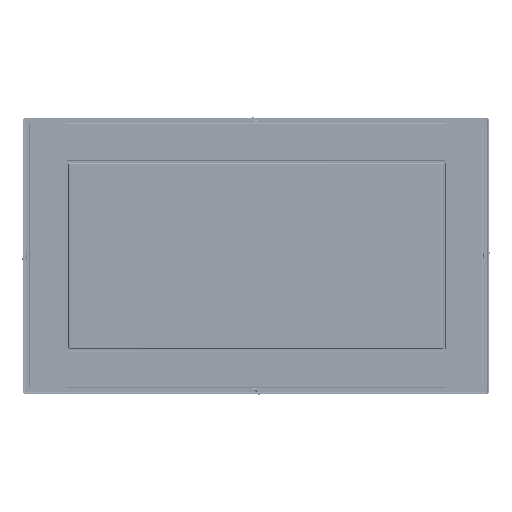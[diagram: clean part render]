
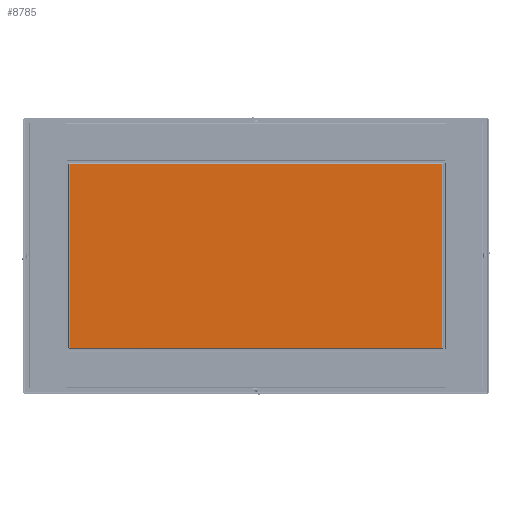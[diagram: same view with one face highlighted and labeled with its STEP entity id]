
A CAD part, top view. The second image highlights one B-rep face of the part: STEP entity #8785.
In plain terms, the highlighted face is planar.
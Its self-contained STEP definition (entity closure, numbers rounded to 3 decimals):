
#8160=CARTESIAN_POINT('',(196.8,96.8,0.));
#8161=VERTEX_POINT('',#8160);
#8172=CARTESIAN_POINT('',(-196.8,96.8,0.));
#8173=VERTEX_POINT('',#8172);
#8174=CARTESIAN_POINT('',(-196.8,96.8,0.0));
#8175=DIRECTION('',(1.0,0.0,0.0));
#8176=VECTOR('',#8175,393.6);
#8177=LINE('',#8174,#8176);
#8178=EDGE_CURVE('',#8173,#8161,#8177,.T.);
#8331=CARTESIAN_POINT('',(-196.8,-96.8,0.));
#8332=VERTEX_POINT('',#8331);
#8333=CARTESIAN_POINT('',(-196.8,-96.8,0.0));
#8334=DIRECTION('',(0.0,1.0,0.0));
#8335=VECTOR('',#8334,193.6);
#8336=LINE('',#8333,#8335);
#8337=EDGE_CURVE('',#8332,#8173,#8336,.T.);
#8473=CARTESIAN_POINT('',(196.8,-96.8,0.));
#8474=VERTEX_POINT('',#8473);
#8485=CARTESIAN_POINT('',(196.8,96.8,0.0));
#8486=DIRECTION('',(0.0,-1.0,0.0));
#8487=VECTOR('',#8486,193.6);
#8488=LINE('',#8485,#8487);
#8489=EDGE_CURVE('',#8161,#8474,#8488,.T.);
#8635=CARTESIAN_POINT('',(196.8,-96.8,0.0));
#8636=DIRECTION('',(-1.0,0.0,0.0));
#8637=VECTOR('',#8636,393.6);
#8638=LINE('',#8635,#8637);
#8639=EDGE_CURVE('',#8474,#8332,#8638,.T.);
#8774=CARTESIAN_POINT('',(0.,0.,0.0));
#8775=DIRECTION('',(0.0,0.0,1.0));
#8776=DIRECTION('',(1.0,0.0,0.0));
#8777=AXIS2_PLACEMENT_3D('',#8774,#8775,#8776);
#8778=PLANE('',#8777);
#8779=ORIENTED_EDGE('',*,*,#8178,.T.);
#8780=ORIENTED_EDGE('',*,*,#8489,.T.);
#8781=ORIENTED_EDGE('',*,*,#8639,.T.);
#8782=ORIENTED_EDGE('',*,*,#8337,.T.);
#8783=EDGE_LOOP('',(#8779,#8780,#8781,#8782));
#8784=FACE_OUTER_BOUND('',#8783,.T.);
#8785=ADVANCED_FACE('',(#8784),#8778,.F.);
